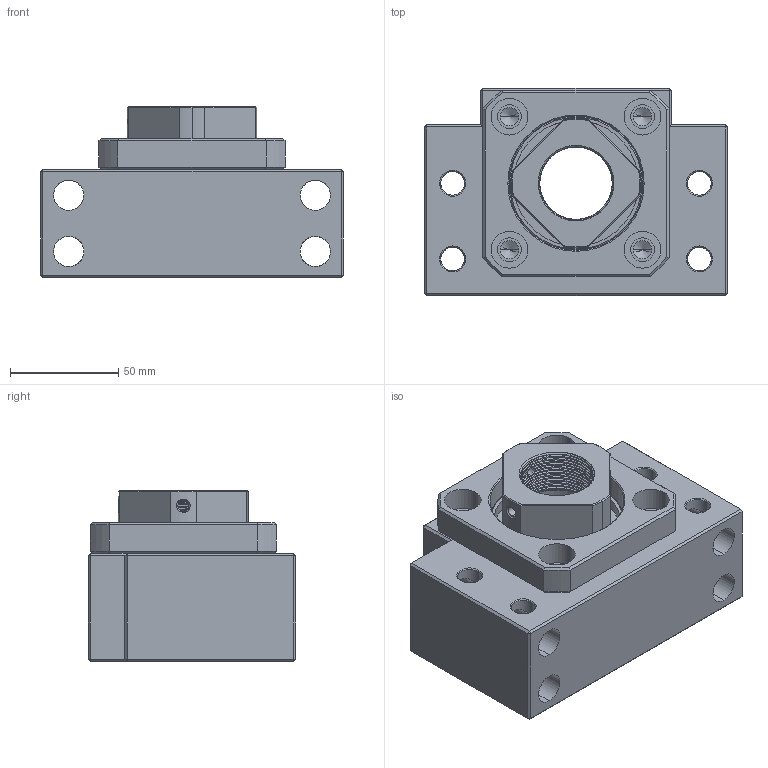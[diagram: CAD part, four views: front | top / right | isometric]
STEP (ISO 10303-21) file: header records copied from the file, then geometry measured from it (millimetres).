
FILE_DESCRIPTION (( 'STEP AP214' ), '1' );
FILE_NAME ('BK35.STEP', '2025-11-07T08:50:56', ( '' ), ( '' ), 'SwSTEP 2.0', 'SolidWorks 2024', '' );
FILE_SCHEMA (( 'AUTOMOTIVE_DESIGN' ));
Length unit declared in the file: millimetre
Products named in the file (1): BK35
Bounding box: 140 x 96 x 79 mm (x, y, z)
Volume: 541290 mm3; surface area: 159483.9 mm2
Topology: 39 solids, 39 shells, 850 faces, 2188 edges, 1376 vertices
Faces by surface type: plane 267, cylinder 163, bspline 125, sphere 112, torus 108, cone 75
Entity records: 46301 total; most frequent: CARTESIAN_POINT 26959, ORIENTED_EDGE 4024, DIRECTION 3711, EDGE_CURVE 2012, AXIS2_PLACEMENT_3D 1417, VERTEX_POINT 1264, EDGE_LOOP 940, LINE 877
